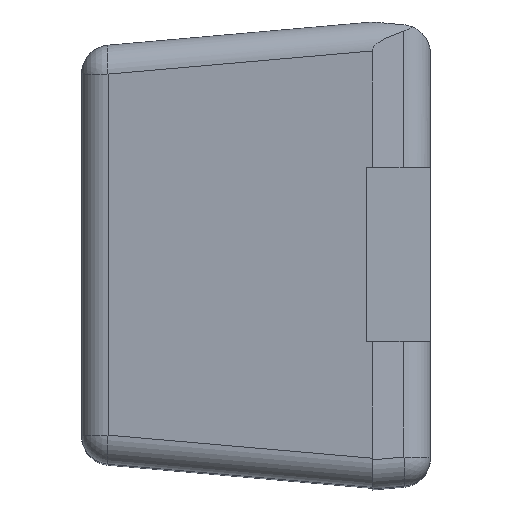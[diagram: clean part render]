
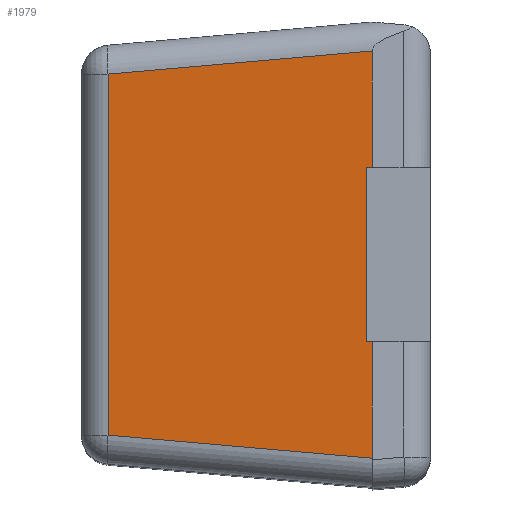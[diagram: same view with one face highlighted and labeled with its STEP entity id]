
A CAD part, top view. The second image highlights one B-rep face of the part: STEP entity #1979.
In plain terms, the highlighted face is planar.
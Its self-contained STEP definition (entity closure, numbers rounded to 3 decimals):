
#602=ORIENTED_EDGE('',*,*,#918,.F.);
#603=ORIENTED_EDGE('',*,*,#923,.F.);
#604=ORIENTED_EDGE('',*,*,#913,.F.);
#605=ORIENTED_EDGE('',*,*,#983,.T.);
#606=ORIENTED_EDGE('',*,*,#984,.T.);
#607=ORIENTED_EDGE('',*,*,#985,.T.);
#608=ORIENTED_EDGE('',*,*,#986,.T.);
#609=ORIENTED_EDGE('',*,*,#987,.T.);
#913=EDGE_CURVE('',#1153,#1154,#1340,.F.);
#918=EDGE_CURVE('',#1157,#1158,#1344,.F.);
#923=EDGE_CURVE('',#1154,#1157,#1348,.F.);
#983=EDGE_CURVE('',#1153,#1203,#1390,.T.);
#984=EDGE_CURVE('',#1203,#1204,#1391,.T.);
#985=EDGE_CURVE('',#1204,#1205,#1392,.F.);
#986=EDGE_CURVE('',#1205,#1206,#1393,.F.);
#987=EDGE_CURVE('',#1206,#1158,#1394,.T.);
#1153=VERTEX_POINT('',#3170);
#1154=VERTEX_POINT('',#3171);
#1157=VERTEX_POINT('',#3180);
#1158=VERTEX_POINT('',#3181);
#1203=VERTEX_POINT('',#3329);
#1204=VERTEX_POINT('',#3331);
#1205=VERTEX_POINT('',#3333);
#1206=VERTEX_POINT('',#3335);
#1340=LINE('',#3169,#1529);
#1344=LINE('',#3179,#1533);
#1348=LINE('',#3189,#1537);
#1390=LINE('',#3328,#1579);
#1391=LINE('',#3330,#1580);
#1392=LINE('',#3332,#1581);
#1393=LINE('',#3334,#1582);
#1394=LINE('',#3336,#1583);
#1529=VECTOR('',#2533,1000.);
#1533=VECTOR('',#2541,1000.);
#1537=VECTOR('',#2549,1000.);
#1579=VECTOR('',#2653,1000.);
#1580=VECTOR('',#2654,1000.);
#1581=VECTOR('',#2655,1000.);
#1582=VECTOR('',#2656,1000.);
#1583=VECTOR('',#2657,1000.);
#1692=EDGE_LOOP('',(#602,#603,#604,#605,#606,#607,#608,#609));
#1803=FACE_BOUND('',#1692,.T.);
#1890=PLANE('',#2177);
#1979=ADVANCED_FACE('',(#1803),#1890,.T.);
#2177=AXIS2_PLACEMENT_3D('',#3327,#2651,#2652);
#2533=DIRECTION('',(0.087,0.,-0.996));
#2541=DIRECTION('',(-0.087,0.,0.996));
#2549=DIRECTION('',(0.,1.,0.));
#2651=DIRECTION('',(0.996,0.,0.087));
#2652=DIRECTION('',(0.087,0.,-0.996));
#2653=DIRECTION('',(0.,1.,0.));
#2654=DIRECTION('',(-0.087,-0.087,0.992));
#2655=DIRECTION('',(0.,1.,0.));
#2656=DIRECTION('',(-0.087,0.087,0.992));
#2657=DIRECTION('',(0.,1.,0.));
#3169=CARTESIAN_POINT('',(0.582,1.157,0.));
#3170=CARTESIAN_POINT('',(0.582,1.157,0.));
#3171=CARTESIAN_POINT('',(0.581,1.157,0.01));
#3179=CARTESIAN_POINT('',(0.582,0.857,0.));
#3180=CARTESIAN_POINT('',(0.581,0.857,0.01));
#3181=CARTESIAN_POINT('',(0.582,0.857,0.));
#3189=CARTESIAN_POINT('',(0.581,0.,0.01));
#3327=CARTESIAN_POINT('',(0.582,0.,0.));
#3328=CARTESIAN_POINT('',(0.582,0.,0.));
#3329=CARTESIAN_POINT('',(0.582,1.357,0.));
#3330=CARTESIAN_POINT('',(0.572,1.347,0.117));
#3331=CARTESIAN_POINT('',(0.542,1.317,0.454));
#3332=CARTESIAN_POINT('',(0.542,0.651,0.454));
#3333=CARTESIAN_POINT('',(0.542,0.697,0.454));
#3334=CARTESIAN_POINT('',(0.587,0.652,-0.057));
#3335=CARTESIAN_POINT('',(0.582,0.657,0.));
#3336=CARTESIAN_POINT('',(0.582,0.,0.));
